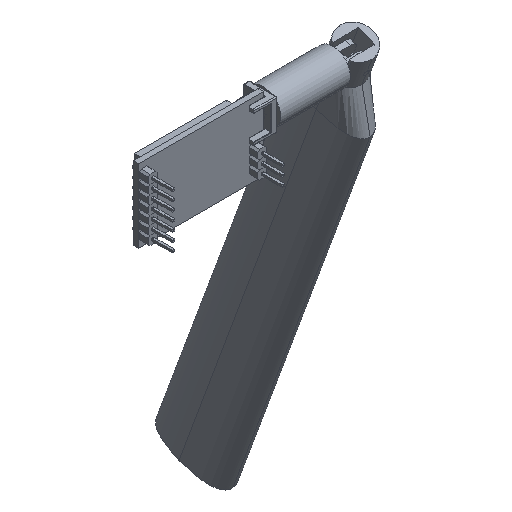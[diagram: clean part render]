
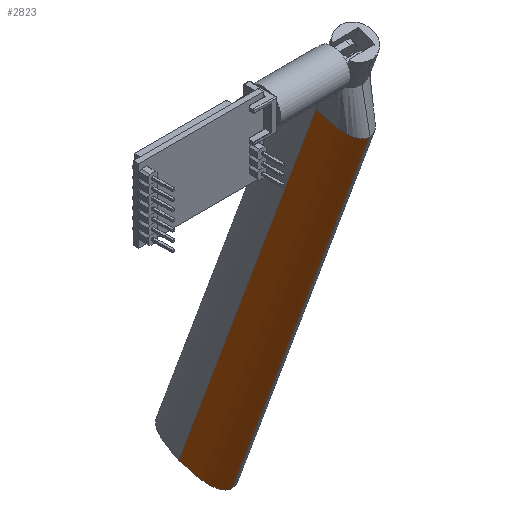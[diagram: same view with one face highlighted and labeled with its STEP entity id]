
A CAD part, isometric view. The second image highlights one B-rep face of the part: STEP entity #2823.
In plain terms, the highlighted free-form (B-spline) face has degree [3, 1] with [4, 2] control points.
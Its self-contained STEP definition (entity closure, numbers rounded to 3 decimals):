
#327 = DIRECTION ( 'NONE',  ( 0., 0., -1. ) ) ;
#368 = CARTESIAN_POINT ( 'NONE',  ( -1.765, 4.925, 125. ) ) ;
#393 = CARTESIAN_POINT ( 'NONE',  ( -7.252, 4., 125. ) ) ;
#940 = CARTESIAN_POINT ( 'NONE',  ( 0., 5., 125. ) ) ;
#947 = B_SPLINE_CURVE_WITH_KNOTS ( 'NONE', 3,
 ( #963, #7310, #3198, #4966 ),
 .UNSPECIFIED., .F., .F.,
 ( 4, 4 ),
 ( 0., 1. ),
 .UNSPECIFIED. ) ;
#963 = CARTESIAN_POINT ( 'NONE',  ( 0., 5., 0. ) ) ;
#1167 = VECTOR ( 'NONE', #4413, 1000. ) ;
#1482 = EDGE_CURVE ( 'NONE', #2691, #6033, #2153, .T. ) ;
#1532 = CARTESIAN_POINT ( 'NONE',  ( -6.072, 4.31, 125. ) ) ;
#1545 = B_SPLINE_CURVE_WITH_KNOTS ( 'NONE', 3,
 ( #2584, #368, #2634, #6661, #1532, #393, #3215, #7230, #6001, #5524, #2095, #6115, #2662, #6579 ),
 .UNSPECIFIED., .F., .F.,
 ( 4, 2, 2, 2, 2, 2, 4 ),
 ( 0., 0.25, 0.375, 0.5, 0.625, 0.75, 1. ),
 .UNSPECIFIED. ) ;
#1788 = VERTEX_POINT ( 'NONE', #5704 ) ;
#1918 = CARTESIAN_POINT ( 'NONE',  ( 0., 5., 125. ) ) ;
#2095 = CARTESIAN_POINT ( 'NONE',  ( -10.233, 2.429, 125. ) ) ;
#2153 = LINE ( 'NONE', #940, #1167 ) ;
#2167 = EDGE_LOOP ( 'NONE', ( #3320, #5921, #7111, #4428 ) ) ;
#2226 = EDGE_CURVE ( 'NONE', #4728, #1788, #5713, .T. ) ;
#2584 = CARTESIAN_POINT ( 'NONE',  ( 0., 5., 125. ) ) ;
#2634 = CARTESIAN_POINT ( 'NONE',  ( -3.351, 4.781, 125. ) ) ;
#2654 = VECTOR ( 'NONE', #327, 1000. ) ;
#2662 = CARTESIAN_POINT ( 'NONE',  ( -11.25, 0.824, 125. ) ) ;
#2691 = VERTEX_POINT ( 'NONE', #1918 ) ;
#2823 = ADVANCED_FACE ( 'NONE', ( #6150 ), #3241, .F. ) ;
#2877 = CARTESIAN_POINT ( 'NONE',  ( -11.25, 3.294, 0. ) ) ;
#3180 = CARTESIAN_POINT ( 'NONE',  ( -11.25, 0., 125. ) ) ;
#3198 = CARTESIAN_POINT ( 'NONE',  ( -11.25, 3.294, 0. ) ) ;
#3215 = CARTESIAN_POINT ( 'NONE',  ( -7.79, 3.823, 125. ) ) ;
#3241 = B_SPLINE_SURFACE_WITH_KNOTS ( 'NONE', 3, 1, ( 
 ( #5536, #3896 ),
 ( #6644, #3359 ),
 ( #3948, #2877 ),
 ( #4519, #6230 ) ),
 .UNSPECIFIED., .F., .F., .F.,
 ( 4, 4 ),
 ( 2, 2 ),
 ( 0., 1. ),
 ( 0., 1. ),
 .UNSPECIFIED. ) ;
#3320 = ORIENTED_EDGE ( 'NONE', *, *, #4865, .T. ) ;
#3359 = CARTESIAN_POINT ( 'NONE',  ( -7.06, 4.7, 0. ) ) ;
#3896 = CARTESIAN_POINT ( 'NONE',  ( 0., 5., 0. ) ) ;
#3948 = CARTESIAN_POINT ( 'NONE',  ( -11.25, 3.294, 125. ) ) ;
#4352 = CARTESIAN_POINT ( 'NONE',  ( -11.25, 0., 125. ) ) ;
#4413 = DIRECTION ( 'NONE',  ( 0., 0., -1. ) ) ;
#4428 = ORIENTED_EDGE ( 'NONE', *, *, #1482, .T. ) ;
#4511 = CARTESIAN_POINT ( 'NONE',  ( 0., 5., 0. ) ) ;
#4519 = CARTESIAN_POINT ( 'NONE',  ( -11.25, 0., 125. ) ) ;
#4728 = VERTEX_POINT ( 'NONE', #4352 ) ;
#4865 = EDGE_CURVE ( 'NONE', #6033, #1788, #947, .T. ) ;
#4966 = CARTESIAN_POINT ( 'NONE',  ( -11.25, 0., 0. ) ) ;
#5167 = EDGE_CURVE ( 'NONE', #2691, #4728, #1545, .T. ) ;
#5524 = CARTESIAN_POINT ( 'NONE',  ( -9.922, 2.702, 125. ) ) ;
#5536 = CARTESIAN_POINT ( 'NONE',  ( 0., 5., 125. ) ) ;
#5704 = CARTESIAN_POINT ( 'NONE',  ( -11.25, 0., 0. ) ) ;
#5713 = LINE ( 'NONE', #3180, #2654 ) ;
#5921 = ORIENTED_EDGE ( 'NONE', *, *, #2226, .F. ) ;
#6001 = CARTESIAN_POINT ( 'NONE',  ( -9.182, 3.199, 125. ) ) ;
#6033 = VERTEX_POINT ( 'NONE', #4511 ) ;
#6115 = CARTESIAN_POINT ( 'NONE',  ( -10.988, 1.529, 125. ) ) ;
#6150 = FACE_OUTER_BOUND ( 'NONE', #2167, .T. ) ;
#6230 = CARTESIAN_POINT ( 'NONE',  ( -11.25, 0., 0. ) ) ;
#6579 = CARTESIAN_POINT ( 'NONE',  ( -11.25, 0., 125. ) ) ;
#6644 = CARTESIAN_POINT ( 'NONE',  ( -7.06, 4.7, 125. ) ) ;
#6661 = CARTESIAN_POINT ( 'NONE',  ( -5.429, 4.443, 125. ) ) ;
#7111 = ORIENTED_EDGE ( 'NONE', *, *, #5167, .F. ) ;
#7230 = CARTESIAN_POINT ( 'NONE',  ( -8.755, 3.423, 125. ) ) ;
#7310 = CARTESIAN_POINT ( 'NONE',  ( -7.06, 4.7, 0. ) ) ;
